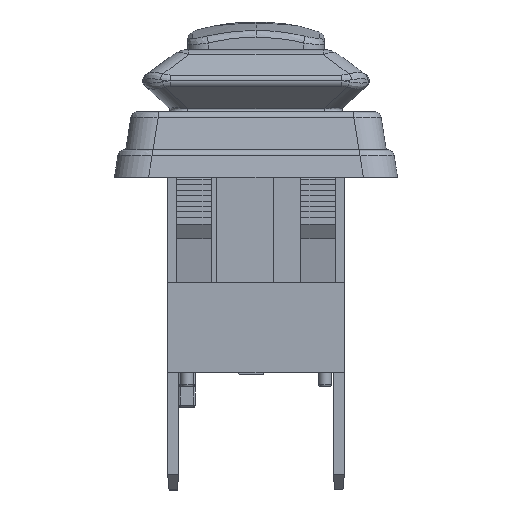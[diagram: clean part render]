
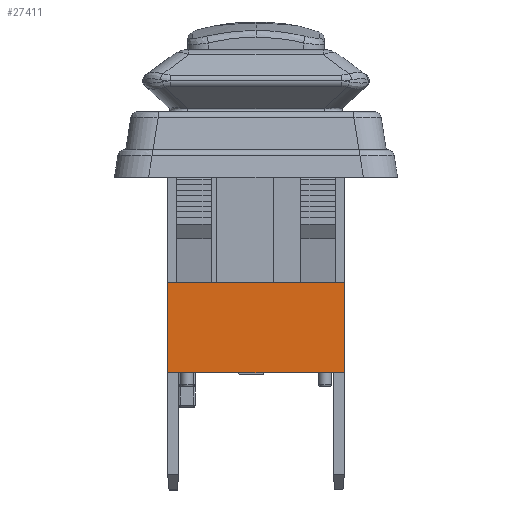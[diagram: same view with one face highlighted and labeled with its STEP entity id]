
A CAD part, front view. The second image highlights one B-rep face of the part: STEP entity #27411.
In plain terms, the highlighted planar face has unit normal (0, -1, 0).
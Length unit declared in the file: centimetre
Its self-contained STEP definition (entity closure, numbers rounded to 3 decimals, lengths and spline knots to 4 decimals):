
#2759=FACE_OUTER_BOUND('',#4249,.T.);
#4249=EDGE_LOOP('',(#24961,#24962,#24963,#24964));
#6725=LINE('',#46150,#9851);
#7068=LINE('',#47048,#10194);
#7372=LINE('',#47657,#10498);
#7373=LINE('',#47660,#10499);
#9851=VECTOR('',#33961,1.);
#10194=VECTOR('',#34844,1.);
#10498=VECTOR('',#35410,1.);
#10499=VECTOR('',#35415,1.);
#12634=VERTEX_POINT('',#46147);
#12635=VERTEX_POINT('',#46149);
#12895=VERTEX_POINT('',#47045);
#12896=VERTEX_POINT('',#47047);
#16285=EDGE_CURVE('',#12635,#12634,#6725,.T.);
#16732=EDGE_CURVE('',#12895,#12896,#7068,.T.);
#17040=EDGE_CURVE('',#12895,#12635,#7372,.T.);
#17041=EDGE_CURVE('',#12896,#12634,#7373,.T.);
#24961=ORIENTED_EDGE('',*,*,#16285,.T.);
#24962=ORIENTED_EDGE('',*,*,#17041,.F.);
#24963=ORIENTED_EDGE('',*,*,#16732,.F.);
#24964=ORIENTED_EDGE('',*,*,#17040,.T.);
#26009=PLANE('',#29055);
#27411=ADVANCED_FACE('',(#2759),#26009,.T.);
#29055=AXIS2_PLACEMENT_3D('',#47662,#35418,#35419);
#33961=DIRECTION('',(-1.,0.,0.));
#34844=DIRECTION('',(-1.,0.,0.));
#35410=DIRECTION('',(0.,0.,1.));
#35415=DIRECTION('',(0.,0.,1.));
#35418=DIRECTION('center_axis',(0.,-1.,0.));
#35419=DIRECTION('ref_axis',(0.,0.,-1.));
#46147=CARTESIAN_POINT('',(-0.64,-0.94,0.65));
#46149=CARTESIAN_POINT('',(0.64,-0.94,0.65));
#46150=CARTESIAN_POINT('',(0.64,-0.94,0.65));
#47045=CARTESIAN_POINT('',(0.64,-0.94,0.));
#47047=CARTESIAN_POINT('',(-0.64,-0.94,0.));
#47048=CARTESIAN_POINT('',(0.64,-0.94,0.));
#47657=CARTESIAN_POINT('',(0.64,-0.94,0.));
#47660=CARTESIAN_POINT('',(-0.64,-0.94,0.));
#47662=CARTESIAN_POINT('Origin',(0.64,-0.94,0.));
